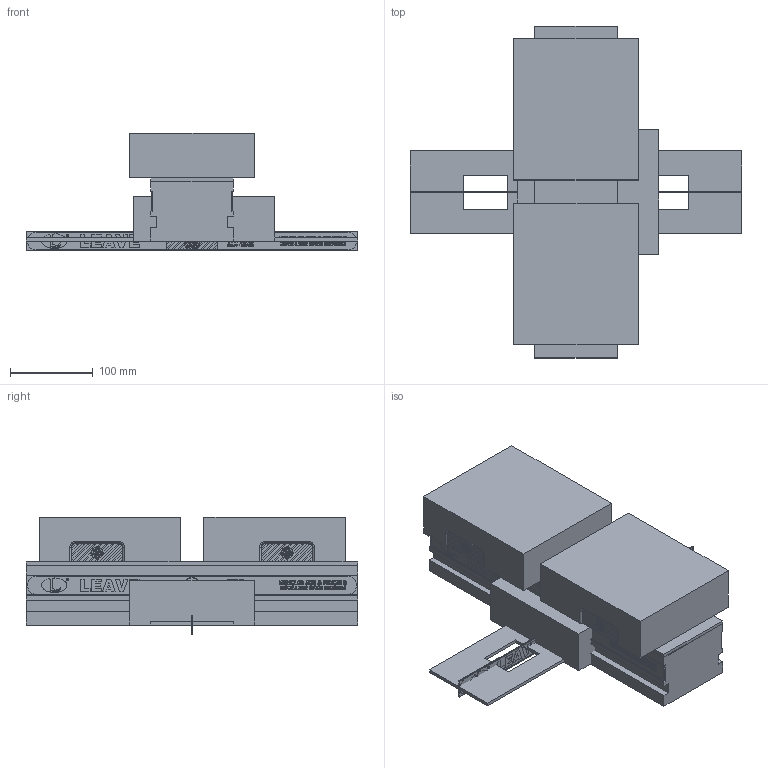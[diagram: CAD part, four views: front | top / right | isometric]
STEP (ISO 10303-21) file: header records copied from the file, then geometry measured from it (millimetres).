
FILE_DESCRIPTION( ( 'Unknown' ), '1' );
FILE_NAME( 'ALV-1040-1WH.stp', 'Unknown', ( 'S.C.H' ), ( 'Unknown' ), 'XStep 1.0', 'Unknown', ' ' );
FILE_SCHEMA( ( 'CONFIG_CONTROL_DESIGN' ) );
Length unit declared in the file: millimetre
Products named in the file (8): Assem1; Assem2; Assem3; 1; 2; 3; 4; 5
Bounding box: 399 x 400 x 141.75 mm (x, y, z)
Volume: 14063606.7 mm3; surface area: 1118239 mm2
Topology: 21 solids, 21 shells, 7548 faces, 20241 edges, 13490 vertices
Faces by surface type: plane 4689, extrusion 1595, cylinder 1248, torus 16
Full cylindrical faces by diameter (mm): 2.597 x5, 2.717 x5, 17.5 x5, 19.5 x5
Entity records: 49606 total; most frequent: CARTESIAN_POINT 13415, ORIENTED_EDGE 7830, DIRECTION 6361, EDGE_CURVE 3915, VECTOR 3121, LINE 2802, VERTEX_POINT 2610, AXIS2_PLACEMENT_3D 1620
